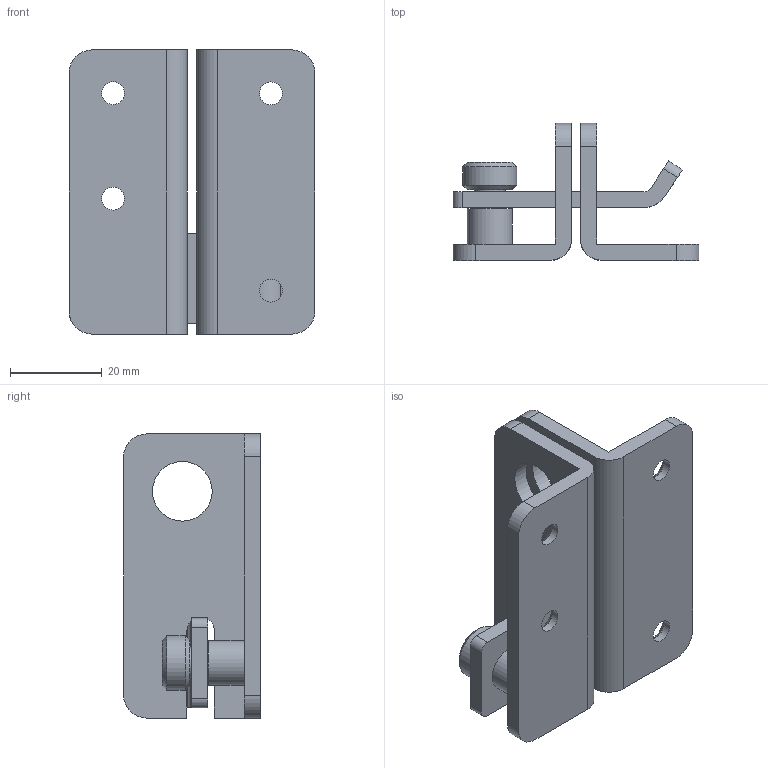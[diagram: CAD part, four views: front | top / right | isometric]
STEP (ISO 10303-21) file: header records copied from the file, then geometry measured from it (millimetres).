
FILE_DESCRIPTION(/* description */ (''),/* implementation_level */ '2;1');
FILE_NAME(/* name */ 'GS2-8.stp',/* time_stamp */ '2024-07-02T14:17:53+09:00',/* author */ ('user'),/* organization */ (''),/* preprocessor_version */ 'ST-DEVELOPER v15.6',/* originating_system */ 'Autodesk Inventor 2015',/* authorisation */ '');
FILE_SCHEMA (('AUTOMOTIVE_DESIGN { 1 0 10303 214 3 1 1 }'));
Length unit declared in the file: millimetre
Products named in the file (4): 밑판-L; 밑판-R; 고리; GS2-8
Bounding box: 53.6 x 29.8 x 61.9 mm (x, y, z)
Volume: 24464.5 mm3; surface area: 16821.6 mm2
Topology: 3 solids, 3 shells, 67 faces, 173 edges, 115 vertices
Faces by surface type: plane 33, cylinder 28, cone 6
Full cylindrical faces by diameter (mm): 5 x4, 6.8 x1, 7 x1, 9.8 x1, 11.8 x1, 13 x2
Entity records: 2064 total; most frequent: DIRECTION 362, CARTESIAN_POINT 336, ORIENTED_EDGE 304, EDGE_CURVE 152, AXIS2_PLACEMENT_3D 136, VERTEX_POINT 110, EDGE_LOOP 100, LINE 90
